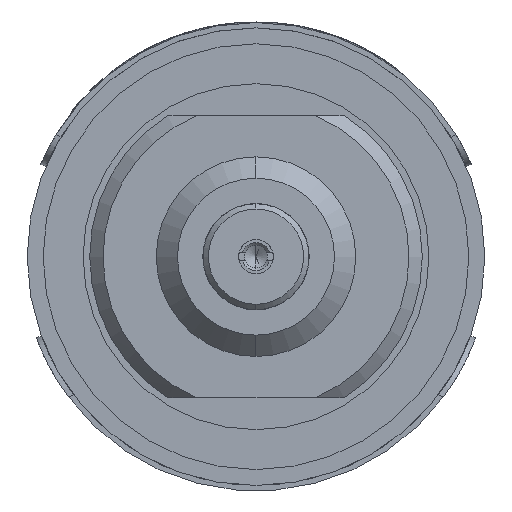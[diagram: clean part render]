
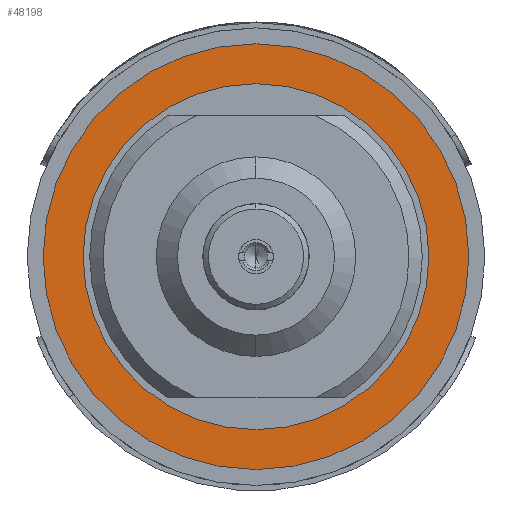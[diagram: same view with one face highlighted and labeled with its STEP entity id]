
A CAD part, left-side view. The second image highlights one B-rep face of the part: STEP entity #48198.
In plain terms, the highlighted planar face has unit normal (-1, 0, 0).
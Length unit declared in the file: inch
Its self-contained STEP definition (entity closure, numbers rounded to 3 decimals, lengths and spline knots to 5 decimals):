
#239 = VERTEX_POINT ( 'NONE', #40266 ) ;
#2589 = ORIENTED_EDGE ( 'NONE', *, *, #19490, .T. ) ;
#2654 = CARTESIAN_POINT ( 'NONE',  ( 0.875, 0., -0.4 ) ) ;
#4066 = DIRECTION ( 'NONE',  ( 0., 0., 1. ) ) ;
#4569 = EDGE_CURVE ( 'NONE', #9746, #239, #30688, .T. ) ;
#5050 = ORIENTED_EDGE ( 'NONE', *, *, #37775, .F. ) ;
#5565 = DIRECTION ( 'NONE',  ( -1., 0., 0. ) ) ;
#6335 = DIRECTION ( 'NONE',  ( -1., 0., 0. ) ) ;
#6384 = AXIS2_PLACEMENT_3D ( 'NONE', #32095, #7691, #36244 ) ;
#6454 = EDGE_CURVE ( 'NONE', #13054, #21806, #24947, .T. ) ;
#7553 = AXIS2_PLACEMENT_3D ( 'NONE', #30763, #6335, #34874 ) ;
#7691 = DIRECTION ( 'NONE',  ( -1., 0., 0. ) ) ;
#8312 = DIRECTION ( 'NONE',  ( 0., 0., -1. ) ) ;
#9746 = VERTEX_POINT ( 'NONE', #14502 ) ;
#11864 = AXIS2_PLACEMENT_3D ( 'NONE', #28659, #32741, #8312 ) ;
#12554 = FACE_BOUND ( 'NONE', #26413, .T. ) ;
#13054 = VERTEX_POINT ( 'NONE', #13152 ) ;
#13152 = CARTESIAN_POINT ( 'NONE',  ( 0.875, 0., 0.4 ) ) ;
#14502 = CARTESIAN_POINT ( 'NONE',  ( 0.875, 0., 0.325 ) ) ;
#19392 = CIRCLE ( 'NONE', #41369, 0.4 ) ;
#19490 = EDGE_CURVE ( 'NONE', #21806, #13054, #19392, .T. ) ;
#21067 = EDGE_LOOP ( 'NONE', ( #28230, #2589 ) ) ;
#21806 = VERTEX_POINT ( 'NONE', #2654 ) ;
#24041 = CIRCLE ( 'NONE', #7553, 0.325 ) ;
#24577 = ORIENTED_EDGE ( 'NONE', *, *, #4569, .F. ) ;
#24947 = CIRCLE ( 'NONE', #45924, 0.4 ) ;
#26413 = EDGE_LOOP ( 'NONE', ( #24577, #5050 ) ) ;
#28230 = ORIENTED_EDGE ( 'NONE', *, *, #6454, .T. ) ;
#28519 = DIRECTION ( 'NONE',  ( -1., 0., 0. ) ) ;
#28659 = CARTESIAN_POINT ( 'NONE',  ( 0.875, 0.325, 0. ) ) ;
#30013 = CARTESIAN_POINT ( 'NONE',  ( 0.875, 0., 0. ) ) ;
#30688 = CIRCLE ( 'NONE', #6384, 0.325 ) ;
#30763 = CARTESIAN_POINT ( 'NONE',  ( 0.875, 0., 0. ) ) ;
#32095 = CARTESIAN_POINT ( 'NONE',  ( 0.875, 0., 0. ) ) ;
#32741 = DIRECTION ( 'NONE',  ( 1., 0., 0. ) ) ;
#34108 = DIRECTION ( 'NONE',  ( 0., 0., 1. ) ) ;
#34295 = FACE_OUTER_BOUND ( 'NONE', #21067, .T. ) ;
#34874 = DIRECTION ( 'NONE',  ( 0., 0., 1. ) ) ;
#36244 = DIRECTION ( 'NONE',  ( 0., 0., 1. ) ) ;
#37775 = EDGE_CURVE ( 'NONE', #239, #9746, #24041, .T. ) ;
#40266 = CARTESIAN_POINT ( 'NONE',  ( 0.875, 0., -0.325 ) ) ;
#41369 = AXIS2_PLACEMENT_3D ( 'NONE', #52973, #28519, #4066 ) ;
#44882 = PLANE ( 'NONE',  #11864 ) ;
#45924 = AXIS2_PLACEMENT_3D ( 'NONE', #30013, #5565, #34108 ) ;
#48198 = ADVANCED_FACE ( 'NONE', ( #12554, #34295 ), #44882, .F. ) ;
#52973 = CARTESIAN_POINT ( 'NONE',  ( 0.875, 0., 0. ) ) ;
